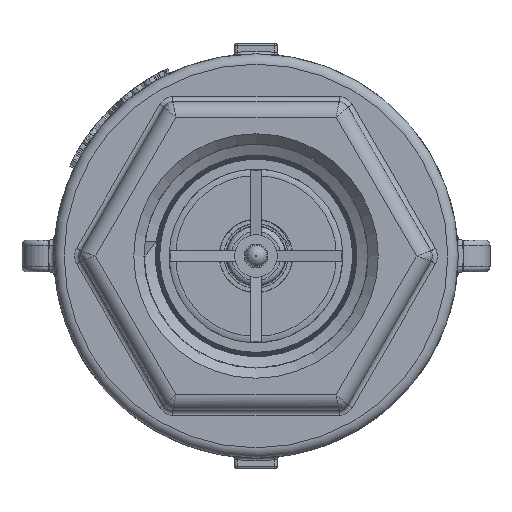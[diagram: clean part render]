
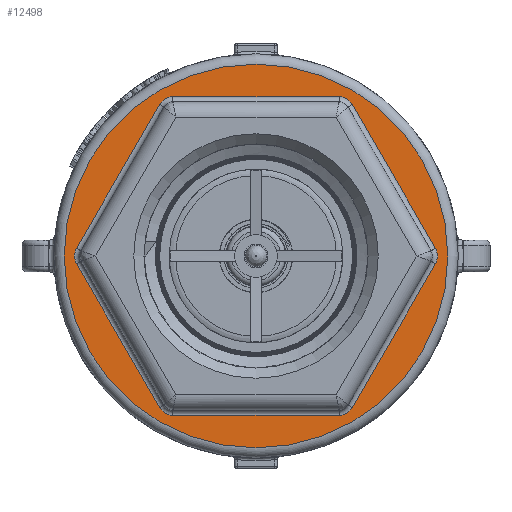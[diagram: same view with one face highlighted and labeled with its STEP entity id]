
A CAD part, left-side view. The second image highlights one B-rep face of the part: STEP entity #12498.
In plain terms, the highlighted planar face has unit normal (-1, 0, 0).
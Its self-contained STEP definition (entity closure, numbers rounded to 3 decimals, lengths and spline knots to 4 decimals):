
#259=FACE_BOUND('',#2686,.T.);
#810=CIRCLE('',#13411,0.09);
#812=CIRCLE('',#13414,0.09);
#818=CIRCLE('',#13423,0.09);
#820=CIRCLE('',#13426,0.09);
#826=CIRCLE('',#13435,0.09);
#828=CIRCLE('',#13438,0.09);
#833=CIRCLE('',#13451,1.126);
#1360=PLANE('',#13450);
#1851=FACE_OUTER_BOUND('',#2685,.T.);
#2685=EDGE_LOOP('',(#10128));
#2686=EDGE_LOOP('',(#10129,#10130,#10131,#10132,#10133,#10134,#10135,#10136,
#10137,#10138,#10139,#10140));
#3554=LINE('',#41142,#4207);
#3556=LINE('',#41160,#4209);
#3557=LINE('',#41165,#4210);
#3560=LINE('',#41184,#4213);
#3561=LINE('',#41189,#4214);
#3563=LINE('',#41204,#4216);
#4207=VECTOR('',#15585,0.9757);
#4209=VECTOR('',#15607,0.9757);
#4210=VECTOR('',#15612,0.9757);
#4213=VECTOR('',#15635,0.9757);
#4214=VECTOR('',#15640,0.9757);
#4216=VECTOR('',#15660,0.9757);
#5669=VERTEX_POINT('',#41135);
#5672=VERTEX_POINT('',#41140);
#5673=VERTEX_POINT('',#41144);
#5676=VERTEX_POINT('',#41151);
#5677=VERTEX_POINT('',#41156);
#5680=VERTEX_POINT('',#41163);
#5681=VERTEX_POINT('',#41168);
#5684=VERTEX_POINT('',#41175);
#5685=VERTEX_POINT('',#41180);
#5688=VERTEX_POINT('',#41187);
#5689=VERTEX_POINT('',#41192);
#5692=VERTEX_POINT('',#41199);
#5700=VERTEX_POINT('',#41233);
#7205=EDGE_CURVE('',#5672,#5669,#3554,.T.);
#7208=EDGE_CURVE('',#5669,#5673,#810,.T.);
#7210=EDGE_CURVE('',#5676,#5672,#812,.T.);
#7214=EDGE_CURVE('',#5673,#5677,#3556,.T.);
#7216=EDGE_CURVE('',#5680,#5676,#3557,.T.);
#7220=EDGE_CURVE('',#5677,#5681,#818,.T.);
#7222=EDGE_CURVE('',#5684,#5680,#820,.T.);
#7226=EDGE_CURVE('',#5681,#5685,#3560,.T.);
#7228=EDGE_CURVE('',#5688,#5684,#3561,.T.);
#7232=EDGE_CURVE('',#5685,#5689,#826,.T.);
#7234=EDGE_CURVE('',#5692,#5688,#828,.T.);
#7236=EDGE_CURVE('',#5689,#5692,#3563,.T.);
#7251=EDGE_CURVE('',#5700,#5700,#833,.T.);
#10128=ORIENTED_EDGE('',*,*,#7251,.F.);
#10129=ORIENTED_EDGE('',*,*,#7205,.F.);
#10130=ORIENTED_EDGE('',*,*,#7210,.F.);
#10131=ORIENTED_EDGE('',*,*,#7216,.F.);
#10132=ORIENTED_EDGE('',*,*,#7222,.F.);
#10133=ORIENTED_EDGE('',*,*,#7228,.F.);
#10134=ORIENTED_EDGE('',*,*,#7234,.F.);
#10135=ORIENTED_EDGE('',*,*,#7236,.F.);
#10136=ORIENTED_EDGE('',*,*,#7232,.F.);
#10137=ORIENTED_EDGE('',*,*,#7226,.F.);
#10138=ORIENTED_EDGE('',*,*,#7220,.F.);
#10139=ORIENTED_EDGE('',*,*,#7214,.F.);
#10140=ORIENTED_EDGE('',*,*,#7208,.F.);
#12498=ADVANCED_FACE('',(#1851,#259),#1360,.T.);
#13411=AXIS2_PLACEMENT_3D('',#41148,#15592,#15593);
#13414=AXIS2_PLACEMENT_3D('',#41153,#15598,#15599);
#13423=AXIS2_PLACEMENT_3D('',#41172,#15620,#15621);
#13426=AXIS2_PLACEMENT_3D('',#41177,#15626,#15627);
#13435=AXIS2_PLACEMENT_3D('',#41196,#15648,#15649);
#13438=AXIS2_PLACEMENT_3D('',#41201,#15654,#15655);
#13450=AXIS2_PLACEMENT_3D('',#41232,#15690,#15691);
#13451=AXIS2_PLACEMENT_3D('',#41234,#15692,#15693);
#15585=DIRECTION('',(0.,0.5,-0.866));
#15592=DIRECTION('center_axis',(-1.,0.,0.));
#15593=DIRECTION('ref_axis',(0.,1.,0.));
#15598=DIRECTION('center_axis',(-1.,0.,0.));
#15599=DIRECTION('ref_axis',(0.,0.5,0.866));
#15607=DIRECTION('',(0.,-0.5,-0.866));
#15612=DIRECTION('',(0.,1.,0.));
#15620=DIRECTION('center_axis',(-1.,0.,0.));
#15621=DIRECTION('ref_axis',(0.,0.5,-0.866));
#15626=DIRECTION('center_axis',(-1.,0.,0.));
#15627=DIRECTION('ref_axis',(0.,-0.5,0.866));
#15635=DIRECTION('',(0.,-1.,0.));
#15640=DIRECTION('',(0.,0.5,0.866));
#15648=DIRECTION('center_axis',(-1.,0.,0.));
#15649=DIRECTION('ref_axis',(0.,-0.5,-0.866));
#15654=DIRECTION('center_axis',(-1.,0.,0.));
#15655=DIRECTION('ref_axis',(0.,-1.,0.));
#15660=DIRECTION('',(0.,-0.5,0.866));
#15690=DIRECTION('center_axis',(-1.,0.,0.));
#15691=DIRECTION('ref_axis',(0.,0.,1.));
#15692=DIRECTION('center_axis',(1.,0.,0.));
#15693=DIRECTION('ref_axis',(0.,0.,1.));
#41135=CARTESIAN_POINT('',(0.,1.0537,0.045));
#41140=CARTESIAN_POINT('',(0.,0.5658,0.89));
#41142=CARTESIAN_POINT('',(0.,1.0687,0.0189));
#41144=CARTESIAN_POINT('',(0.,1.0537,-0.045));
#41148=CARTESIAN_POINT('Origin',(0.,0.9757,
0.));
#41151=CARTESIAN_POINT('',(0.,0.4879,0.935));
#41153=CARTESIAN_POINT('Origin',(0.,0.4879,
0.845));
#41156=CARTESIAN_POINT('',(0.,0.5658,-0.89));
#41160=CARTESIAN_POINT('',(0.,0.5507,-0.9161));
#41163=CARTESIAN_POINT('',(0.,-0.4879,0.935));
#41165=CARTESIAN_POINT('',(0.,0.2613,0.935));
#41168=CARTESIAN_POINT('',(0.,0.4879,-0.935));
#41172=CARTESIAN_POINT('Origin',(0.,0.4879,
-0.845));
#41175=CARTESIAN_POINT('',(0.,-0.5658,0.89));
#41177=CARTESIAN_POINT('Origin',(0.,-0.4879,
0.845));
#41180=CARTESIAN_POINT('',(0.,-0.4879,-0.935));
#41184=CARTESIAN_POINT('',(0.,-0.2613,-0.935));
#41187=CARTESIAN_POINT('',(0.,-1.0537,0.045));
#41189=CARTESIAN_POINT('',(0.,-0.8075,0.4714));
#41192=CARTESIAN_POINT('',(0.,-0.5658,-0.89));
#41196=CARTESIAN_POINT('Origin',(0.,-0.4879,
-0.845));
#41199=CARTESIAN_POINT('',(0.,-1.0537,-0.045));
#41201=CARTESIAN_POINT('Origin',(0.,-0.9757,
0.));
#41204=CARTESIAN_POINT('',(0.,-0.812,-0.4636));
#41232=CARTESIAN_POINT('Origin',(0.,0.,-0.593));
#41233=CARTESIAN_POINT('',(0.,0.,-1.126));
#41234=CARTESIAN_POINT('Origin',(0.,0.,0.));
